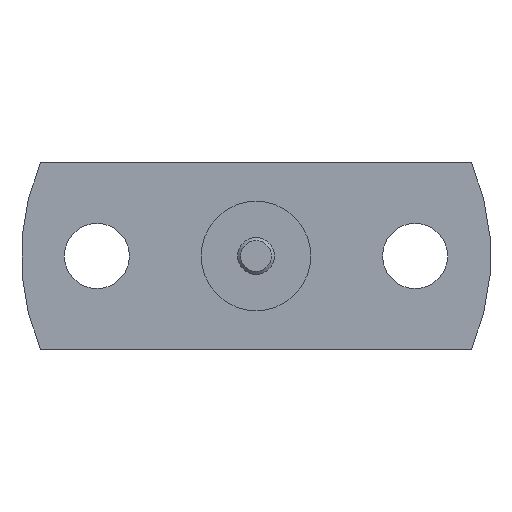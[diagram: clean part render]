
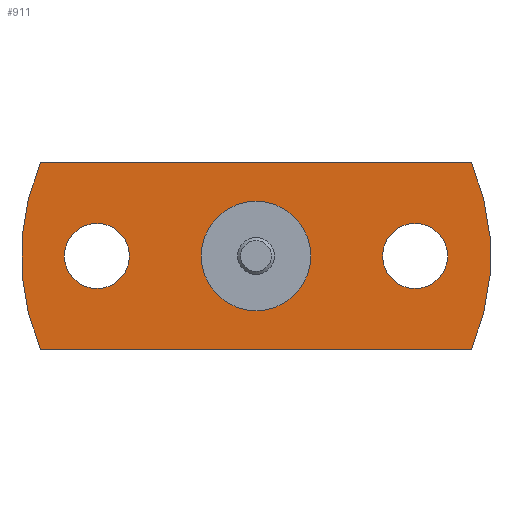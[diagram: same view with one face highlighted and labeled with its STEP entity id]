
A CAD part, left-side view. The second image highlights one B-rep face of the part: STEP entity #911.
In plain terms, the highlighted planar face has unit normal (-1, 0, 0).
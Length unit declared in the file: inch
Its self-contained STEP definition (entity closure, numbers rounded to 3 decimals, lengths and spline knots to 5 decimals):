
#67 = EDGE_CURVE ( 'NONE', #531, #531, #922, .T. ) ;
#89 = CARTESIAN_POINT ( 'NONE',  ( 0.13, -0.22214, 0.096 ) ) ;
#118 = VERTEX_POINT ( 'NONE', #244 ) ;
#129 = CARTESIAN_POINT ( 'NONE',  ( 0.13, 0., 0. ) ) ;
#132 = CIRCLE ( 'NONE', #1347, 0.0565 ) ;
#142 = AXIS2_PLACEMENT_3D ( 'NONE', #708, #694, #585 ) ;
#160 = DIRECTION ( 'NONE',  ( 0., 0., -1. ) ) ;
#223 = AXIS2_PLACEMENT_3D ( 'NONE', #336, #1136, #160 ) ;
#224 = DIRECTION ( 'NONE',  ( 0., 1., 0. ) ) ;
#243 = VERTEX_POINT ( 'NONE', #89 ) ;
#244 = CARTESIAN_POINT ( 'NONE',  ( 0.13, 0., 0.0565 ) ) ;
#270 = ORIENTED_EDGE ( 'NONE', *, *, #67, .T. ) ;
#301 = EDGE_CURVE ( 'NONE', #852, #514, #549, .T. ) ;
#302 = AXIS2_PLACEMENT_3D ( 'NONE', #129, #712, #1245 ) ;
#306 = AXIS2_PLACEMENT_3D ( 'NONE', #699, #1223, #1758 ) ;
#322 = ORIENTED_EDGE ( 'NONE', *, *, #595, .F. ) ;
#334 = ORIENTED_EDGE ( 'NONE', *, *, #1715, .F. ) ;
#336 = CARTESIAN_POINT ( 'NONE',  ( 0.13, 0.164, 0. ) ) ;
#436 = AXIS2_PLACEMENT_3D ( 'NONE', #649, #916, #1425 ) ;
#437 = FACE_BOUND ( 'NONE', #1036, .T. ) ;
#452 = ORIENTED_EDGE ( 'NONE', *, *, #652, .F. ) ;
#514 = VERTEX_POINT ( 'NONE', #924 ) ;
#531 = VERTEX_POINT ( 'NONE', #550 ) ;
#549 = LINE ( 'NONE', #1088, #889 ) ;
#550 = CARTESIAN_POINT ( 'NONE',  ( 0.13, -0.164, -0.0335 ) ) ;
#552 = ORIENTED_EDGE ( 'NONE', *, *, #301, .F. ) ;
#585 = DIRECTION ( 'NONE',  ( 0., 0., -1. ) ) ;
#588 = EDGE_LOOP ( 'NONE', ( #270 ) ) ;
#595 = EDGE_CURVE ( 'NONE', #243, #852, #1439, .T. ) ;
#619 = CARTESIAN_POINT ( 'NONE',  ( 0.13, 0., 0. ) ) ;
#637 = CIRCLE ( 'NONE', #436, 0.242 ) ;
#649 = CARTESIAN_POINT ( 'NONE',  ( 0.13, 0., 0. ) ) ;
#652 = EDGE_CURVE ( 'NONE', #118, #118, #132, .T. ) ;
#694 = DIRECTION ( 'NONE',  ( 1., 0., 0. ) ) ;
#699 = CARTESIAN_POINT ( 'NONE',  ( 0.13, 0., 0. ) ) ;
#708 = CARTESIAN_POINT ( 'NONE',  ( 0.13, -0.164, 0. ) ) ;
#712 = DIRECTION ( 'NONE',  ( -1., 0., 0. ) ) ;
#825 = FACE_OUTER_BOUND ( 'NONE', #1191, .T. ) ;
#832 = PLANE ( 'NONE',  #302 ) ;
#852 = VERTEX_POINT ( 'NONE', #1447 ) ;
#889 = VECTOR ( 'NONE', #224, 39.37008 ) ;
#911 = ADVANCED_FACE ( 'NONE', ( #1185, #437, #1222, #825 ), #832, .T. ) ;
#912 = ORIENTED_EDGE ( 'NONE', *, *, #1523, .T. ) ;
#916 = DIRECTION ( 'NONE',  ( 1., 0., 0. ) ) ;
#922 = CIRCLE ( 'NONE', #142, 0.0335 ) ;
#924 = CARTESIAN_POINT ( 'NONE',  ( 0.13, 0.22214, -0.096 ) ) ;
#998 = ORIENTED_EDGE ( 'NONE', *, *, #1337, .F. ) ;
#1036 = EDGE_LOOP ( 'NONE', ( #912 ) ) ;
#1082 = DIRECTION ( 'NONE',  ( 0., -1., 0. ) ) ;
#1086 = VECTOR ( 'NONE', #1082, 39.37008 ) ;
#1088 = CARTESIAN_POINT ( 'NONE',  ( 0.13, -0.242, -0.096 ) ) ;
#1103 = LINE ( 'NONE', #1334, #1086 ) ;
#1136 = DIRECTION ( 'NONE',  ( 1., 0., 0. ) ) ;
#1183 = EDGE_LOOP ( 'NONE', ( #452 ) ) ;
#1185 = FACE_BOUND ( 'NONE', #588, .T. ) ;
#1191 = EDGE_LOOP ( 'NONE', ( #998, #334, #552, #322 ) ) ;
#1200 = VERTEX_POINT ( 'NONE', #1696 ) ;
#1222 = FACE_BOUND ( 'NONE', #1183, .T. ) ;
#1223 = DIRECTION ( 'NONE',  ( 1., 0., 0. ) ) ;
#1245 = DIRECTION ( 'NONE',  ( 0., 0., 1. ) ) ;
#1257 = CARTESIAN_POINT ( 'NONE',  ( 0.13, 0.164, -0.0335 ) ) ;
#1334 = CARTESIAN_POINT ( 'NONE',  ( 0.13, -0.242, 0.096 ) ) ;
#1337 = EDGE_CURVE ( 'NONE', #1200, #243, #1103, .T. ) ;
#1347 = AXIS2_PLACEMENT_3D ( 'NONE', #619, #1681, #1401 ) ;
#1401 = DIRECTION ( 'NONE',  ( 0., 0., 1. ) ) ;
#1425 = DIRECTION ( 'NONE',  ( 0., 0., -1. ) ) ;
#1439 = CIRCLE ( 'NONE', #306, 0.242 ) ;
#1447 = CARTESIAN_POINT ( 'NONE',  ( 0.13, -0.22214, -0.096 ) ) ;
#1460 = VERTEX_POINT ( 'NONE', #1257 ) ;
#1523 = EDGE_CURVE ( 'NONE', #1460, #1460, #1590, .T. ) ;
#1590 = CIRCLE ( 'NONE', #223, 0.0335 ) ;
#1681 = DIRECTION ( 'NONE',  ( -1., 0., 0. ) ) ;
#1696 = CARTESIAN_POINT ( 'NONE',  ( 0.13, 0.22214, 0.096 ) ) ;
#1715 = EDGE_CURVE ( 'NONE', #514, #1200, #637, .T. ) ;
#1758 = DIRECTION ( 'NONE',  ( 0., 0., -1. ) ) ;
